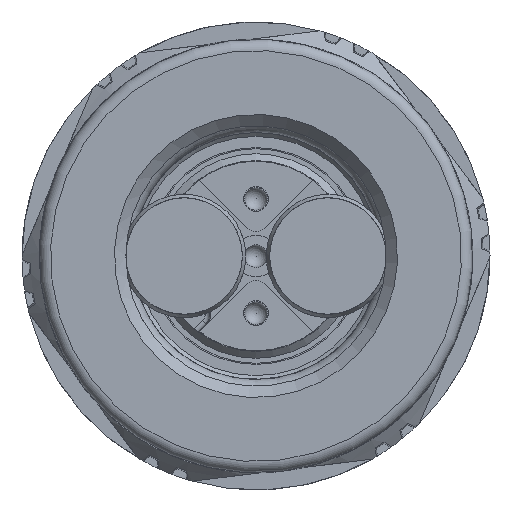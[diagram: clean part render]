
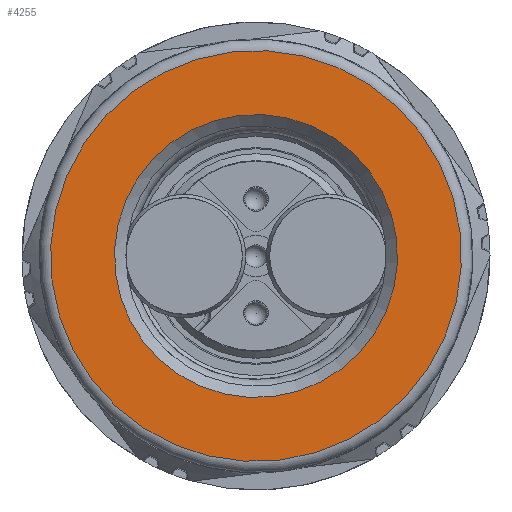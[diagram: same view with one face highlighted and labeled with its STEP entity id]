
A CAD part, front view. The second image highlights one B-rep face of the part: STEP entity #4255.
In plain terms, the highlighted planar face has unit normal (0, -1, 0).
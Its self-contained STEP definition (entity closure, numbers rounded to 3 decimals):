
#427=PLANE('',#17539);
#2815=FACE_BOUND('',#6439,.T.);
#2816=FACE_BOUND('',#6440,.T.);
#3327=CIRCLE('',#17536,6.2);
#3328=CIRCLE('',#17538,9.);
#4255=ADVANCED_FACE('',(#2815,#2816),#427,.T.);
#6439=EDGE_LOOP('',(#11625));
#6440=EDGE_LOOP('',(#11626));
#11625=ORIENTED_EDGE('',*,*,#15934,.F.);
#11626=ORIENTED_EDGE('',*,*,#15935,.T.);
#13615=VERTEX_POINT('',#35314);
#13616=VERTEX_POINT('',#35317);
#15934=EDGE_CURVE('',#13615,#13615,#3327,.T.);
#15935=EDGE_CURVE('',#13616,#13616,#3328,.T.);
#17536=AXIS2_PLACEMENT_3D('',#35313,#21204,#21205);
#17538=AXIS2_PLACEMENT_3D('',#35316,#21208,#21209);
#17539=AXIS2_PLACEMENT_3D('',#35318,#21210,#21211);
#21204=DIRECTION('',(0.,-1.,0.));
#21205=DIRECTION('',(0.122,0.,-0.993));
#21208=DIRECTION('',(0.,-1.,0.));
#21209=DIRECTION('',(0.993,0.,0.117));
#21210=DIRECTION('',(0.,-1.,0.));
#21211=DIRECTION('',(-0.993,0.,-0.122));
#35313=CARTESIAN_POINT('',(0.,-48.6,0.));
#35314=CARTESIAN_POINT('',(0.756,-48.6,-6.154));
#35316=CARTESIAN_POINT('',(0.,-48.6,0.));
#35317=CARTESIAN_POINT('',(8.939,-48.6,1.05));
#35318=CARTESIAN_POINT('',(0.,-48.6,0.));
